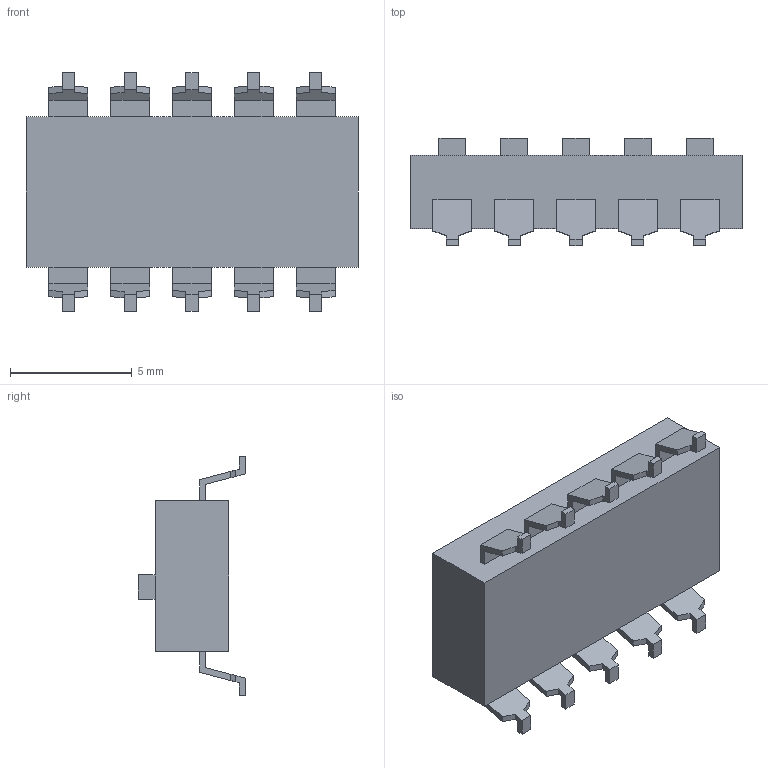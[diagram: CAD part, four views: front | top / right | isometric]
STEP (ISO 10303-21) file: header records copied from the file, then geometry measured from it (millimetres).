
FILE_DESCRIPTION (( 'STEP AP214' ), '1' );
FILE_NAME ('A6S_5104_H.step', '2018-02-13T22:30:24', ( 'OSMC1.0 ' ), ( ' ' ), 'SwSTEP 2.0', 'SolidWorks 2002025', '' );
FILE_SCHEMA (( 'AUTOMOTIVE_DESIGN' ));
Length unit declared in the file: millimetre
Products named in the file (1): A6S_5104_H
Bounding box: 13.64 x 4.4 x 9.8 mm (x, y, z)
Volume: 258.6 mm3; surface area: 420.4 mm2
Topology: 1 solids, 1 shells, 186 faces, 492 edges, 328 vertices
Faces by surface type: plane 186
Entity records: 6275 total; most frequent: CARTESIAN_POINT 1007, ORIENTED_EDGE 984, DIRECTION 866, EDGE_CURVE 492, LINE 492, VECTOR 492, VERTEX_POINT 328, EDGE_LOOP 206
